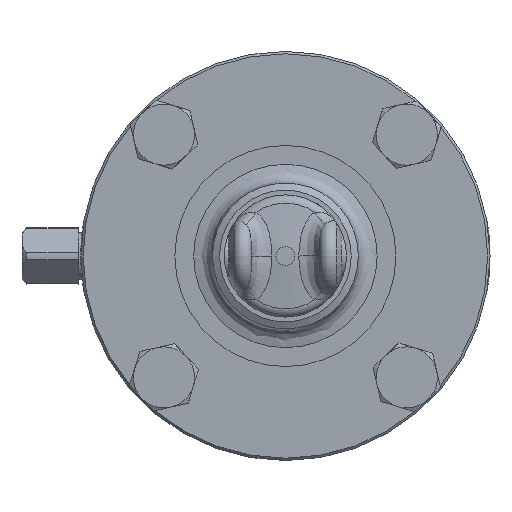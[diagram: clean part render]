
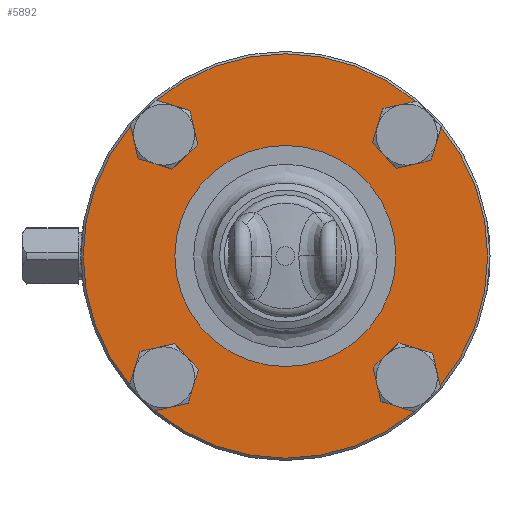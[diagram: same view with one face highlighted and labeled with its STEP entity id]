
A CAD part, left-side view. The second image highlights one B-rep face of the part: STEP entity #5892.
In plain terms, the highlighted planar face has unit normal (-1, 0, 0).
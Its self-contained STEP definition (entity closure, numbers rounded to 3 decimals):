
#4546=CARTESIAN_POINT('',(-10.,-31.258,-27.483));
#4547=VERTEX_POINT('',#4546);
#4548=CARTESIAN_POINT('',(-10.0,-25.809,-25.809));
#4549=DIRECTION('',(1.0,0.0,0.0));
#4550=DIRECTION('',(0.0,-0.956,-0.294));
#4551=AXIS2_PLACEMENT_3D('',#4548,#4549,#4550);
#4552=CIRCLE('',#4551,5.7);
#4553=EDGE_CURVE('',#4547,#4547,#4552,.T.);
#5424=CARTESIAN_POINT('',(-10.,31.258,27.483));
#5425=VERTEX_POINT('',#5424);
#5426=CARTESIAN_POINT('',(-10.0,25.809,25.809));
#5427=DIRECTION('',(1.0,0.0,0.0));
#5428=DIRECTION('',(0.0,0.956,0.294));
#5429=AXIS2_PLACEMENT_3D('',#5426,#5427,#5428);
#5430=CIRCLE('',#5429,5.7);
#5431=EDGE_CURVE('',#5425,#5425,#5430,.T.);
#5822=CARTESIAN_POINT('',(-10.0,-43.,0.0));
#5823=VERTEX_POINT('',#5822);
#5824=CARTESIAN_POINT('',(-10.0,0.,0.0));
#5825=DIRECTION('',(-1.0,0.0,0.0));
#5826=DIRECTION('',(0.0,-1.0,0.0));
#5827=AXIS2_PLACEMENT_3D('',#5824,#5825,#5826);
#5828=CIRCLE('',#5827,43.);
#5829=EDGE_CURVE('',#5823,#5823,#5828,.T.);
#5845=CARTESIAN_POINT('',(-10.0,-33.25,0.0));
#5846=DIRECTION('',(-1.0,0.0,0.0));
#5847=DIRECTION('',(0.0,0.0,-1.0));
#5848=AXIS2_PLACEMENT_3D('',#5845,#5846,#5847);
#5849=PLANE('',#5848);
#5850=ORIENTED_EDGE('',*,*,#5829,.T.);
#5851=EDGE_LOOP('',(#5850));
#5852=FACE_OUTER_BOUND('',#5851,.T.);
#5853=CARTESIAN_POINT('',(-10.,27.483,-31.258));
#5854=VERTEX_POINT('',#5853);
#5855=CARTESIAN_POINT('',(-10.0,25.809,-25.809));
#5856=DIRECTION('',(1.0,0.0,0.0));
#5857=DIRECTION('',(0.0,0.294,-0.956));
#5858=AXIS2_PLACEMENT_3D('',#5855,#5856,#5857);
#5859=CIRCLE('',#5858,5.7);
#5860=EDGE_CURVE('',#5854,#5854,#5859,.T.);
#5861=ORIENTED_EDGE('',*,*,#5860,.T.);
#5862=EDGE_LOOP('',(#5861));
#5863=FACE_BOUND('',#5862,.T.);
#5864=ORIENTED_EDGE('',*,*,#4553,.T.);
#5865=EDGE_LOOP('',(#5864));
#5866=FACE_BOUND('',#5865,.T.);
#5867=CARTESIAN_POINT('',(-10.,-27.483,31.258));
#5868=VERTEX_POINT('',#5867);
#5869=CARTESIAN_POINT('',(-10.0,-25.809,25.809));
#5870=DIRECTION('',(1.0,0.0,0.0));
#5871=DIRECTION('',(0.0,-0.294,0.956));
#5872=AXIS2_PLACEMENT_3D('',#5869,#5870,#5871);
#5873=CIRCLE('',#5872,5.7);
#5874=EDGE_CURVE('',#5868,#5868,#5873,.T.);
#5875=ORIENTED_EDGE('',*,*,#5874,.T.);
#5876=EDGE_LOOP('',(#5875));
#5877=FACE_BOUND('',#5876,.T.);
#5878=ORIENTED_EDGE('',*,*,#5431,.T.);
#5879=EDGE_LOOP('',(#5878));
#5880=FACE_BOUND('',#5879,.T.);
#5881=CARTESIAN_POINT('',(-10.,-23.5,0.0));
#5882=VERTEX_POINT('',#5881);
#5883=CARTESIAN_POINT('',(-10.,0.,0.0));
#5884=DIRECTION('',(-1.0,0.0,0.0));
#5885=DIRECTION('',(0.0,-1.0,0.0));
#5886=AXIS2_PLACEMENT_3D('',#5883,#5884,#5885);
#5887=CIRCLE('',#5886,23.5);
#5888=EDGE_CURVE('',#5882,#5882,#5887,.T.);
#5889=ORIENTED_EDGE('',*,*,#5888,.F.);
#5890=EDGE_LOOP('',(#5889));
#5891=FACE_BOUND('',#5890,.T.);
#5892=ADVANCED_FACE('',(#5852,#5863,#5866,#5877,#5880,#5891),#5849,.T.);
